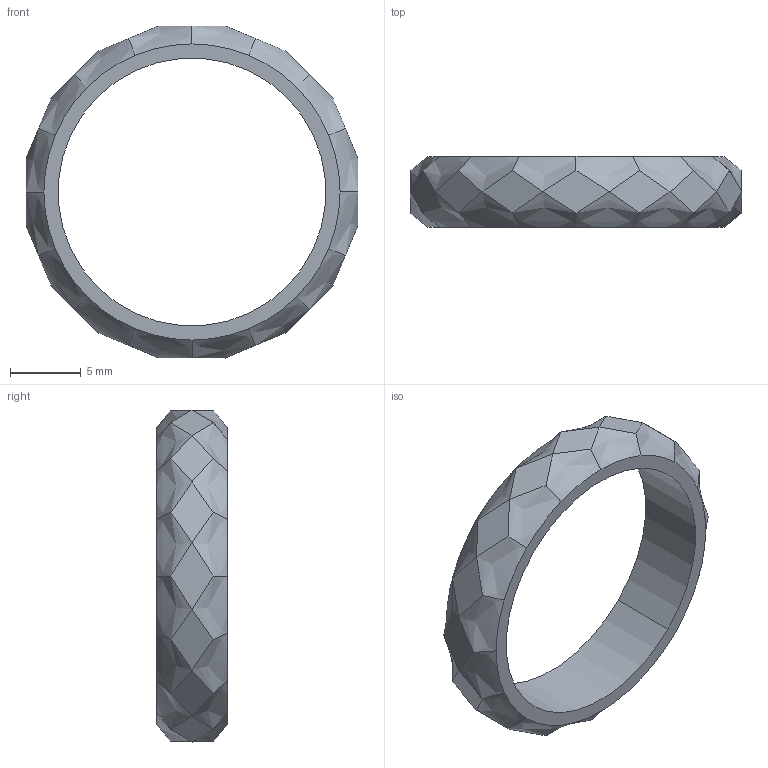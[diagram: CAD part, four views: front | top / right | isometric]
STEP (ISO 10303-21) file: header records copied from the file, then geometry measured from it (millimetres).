
FILE_DESCRIPTION (( 'STEP AP214' ), '1' );
FILE_NAME ('Ring.STEP', '2017-04-21T16:34:03', ( '' ), ( '' ), 'SwSTEP 2.0', 'SolidWorks 2017', '' );
FILE_SCHEMA (( 'AUTOMOTIVE_DESIGN' ));
Length unit declared in the file: millimetre
Products named in the file (1): Ring
Bounding box: 23.54 x 5 x 23.54 mm (x, y, z)
Volume: 626.9 mm3; surface area: 852.4 mm2
Topology: 1 solids, 1 shells, 52 faces, 134 edges, 84 vertices
Faces by surface type: bspline 32, plane 18, cylinder 2
Entity records: 6738 total; most frequent: CARTESIAN_POINT 5679, ORIENTED_EDGE 268, EDGE_CURVE 134, B_SPLINE_CURVE_WITH_KNOTS 128, VERTEX_POINT 84, EDGE_LOOP 54, FACE_OUTER_BOUND 52, ADVANCED_FACE 52
